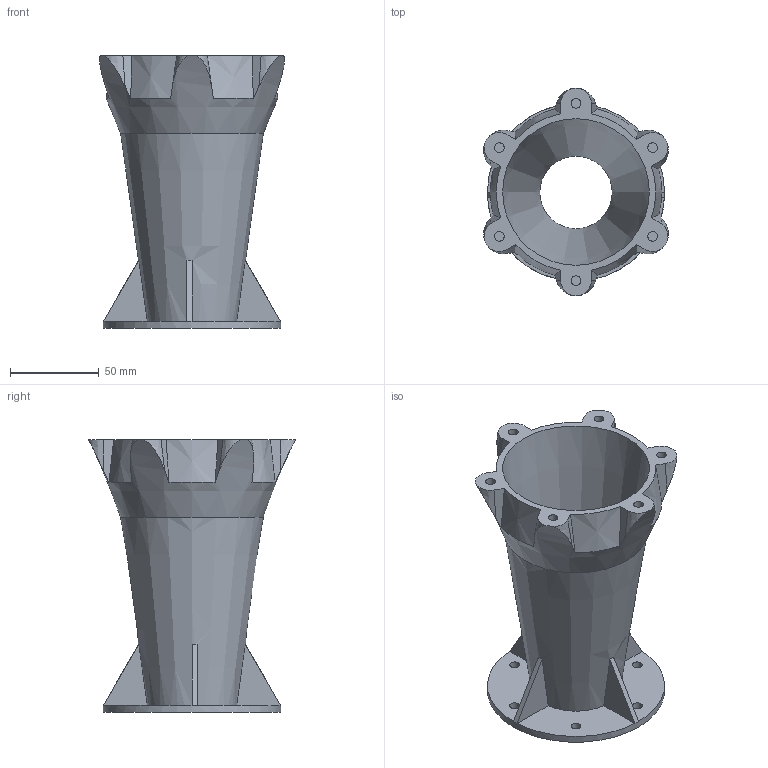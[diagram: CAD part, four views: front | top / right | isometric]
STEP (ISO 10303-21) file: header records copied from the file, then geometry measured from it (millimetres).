
FILE_DESCRIPTION(/* description */ ('Alibre Inc.'),/* implementation_level */ '2;1');
FILE_NAME(/* name */ 'export0',/* time_stamp */ '2015-09-22T20:37:46-06:00',/* author */ (''),/* organization */ (''),/* preprocessor_version */ 'ST-DEVELOPER v14',/* originating_system */ 'Alibre',/* authorisation */ '');
FILE_SCHEMA (('CONFIG_CONTROL_DESIGN'));
Length unit declared in the file: centimetre
Products named in the file (1): ID_1
Bounding box: 104.39 x 116.86 x 154 mm (x, y, z)
Volume: 234917.6 mm3; surface area: 87266.7 mm2
Topology: 1 solids, 1 shells, 75 faces, 185 edges, 118 vertices
Faces by surface type: plane 40, cone 21, cylinder 14
Full cylindrical faces by diameter (mm): 5.5 x12, 40.883 x1, 100 x1
Entity records: 2206 total; most frequent: CARTESIAN_POINT 537, ORIENTED_EDGE 334, DIRECTION 279, EDGE_CURVE 167, AXIS2_PLACEMENT_3D 132, VERTEX_POINT 117, EDGE_LOOP 112, FACE_BOUND 112
